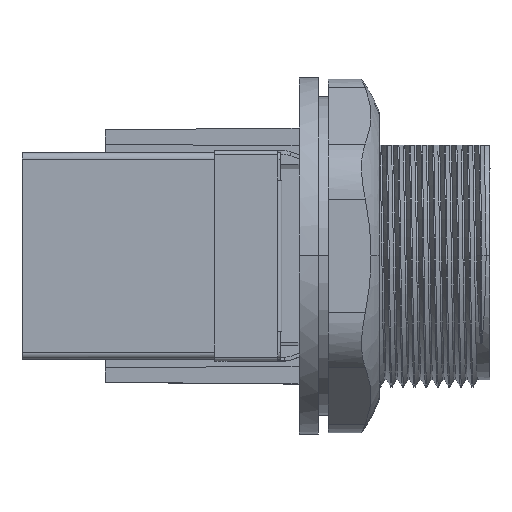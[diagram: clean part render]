
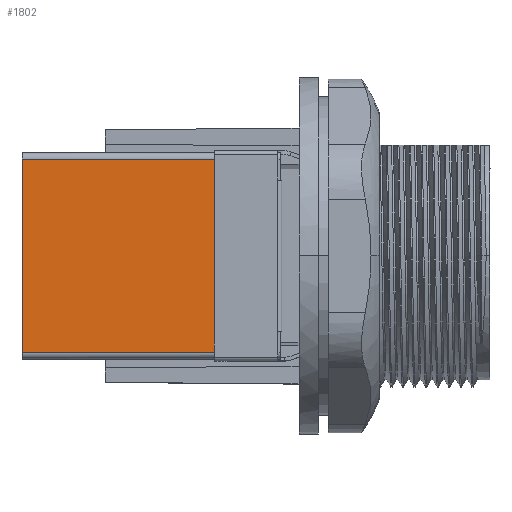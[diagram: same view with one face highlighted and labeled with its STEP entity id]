
A CAD part, top view. The second image highlights one B-rep face of the part: STEP entity #1802.
In plain terms, the highlighted planar face has unit normal (0, 0, 1).
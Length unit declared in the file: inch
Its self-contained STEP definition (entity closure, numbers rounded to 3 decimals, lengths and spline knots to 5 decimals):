
#1274 = EDGE_CURVE ( 'NONE', #1814, #1277, #15618, .T. ) ;
#1277 = VERTEX_POINT ( 'NONE', #15619 ) ;
#1278 = ORIENTED_EDGE ( 'NONE', *, *, #1279, .F. ) ;
#1279 = EDGE_CURVE ( 'NONE', #1277, #1807, #15654, .T. ) ;
#1741 = EDGE_LOOP ( 'NONE', ( #1758, #1805, #1278, #1755 ) ) ;
#1751 = VERTEX_POINT ( 'NONE', #15686 ) ;
#1755 = ORIENTED_EDGE ( 'NONE', *, *, #1274, .F. ) ;
#1758 = ORIENTED_EDGE ( 'NONE', *, *, #1806, .F. ) ;
#1759 = EDGE_CURVE ( 'NONE', #1807, #1751, #15642, .T. ) ;
#1802 = ADVANCED_FACE ( 'NONE', ( #15780 ), #15786, .T. ) ;
#1805 = ORIENTED_EDGE ( 'NONE', *, *, #1759, .F. ) ;
#1806 = EDGE_CURVE ( 'NONE', #1751, #1814, #15767, .T. ) ;
#1807 = VERTEX_POINT ( 'NONE', #15784 ) ;
#1814 = VERTEX_POINT ( 'NONE', #15828 ) ;
#15615 = DIRECTION ( 'NONE',  ( -1., 0., 0. ) ) ;
#15616 = VECTOR ( 'NONE', #15615, 39.37008 ) ;
#15617 = CARTESIAN_POINT ( 'NONE',  ( 1.75286, 0.33645, 0.33996 ) ) ;
#15618 = LINE ( 'NONE', #15617, #15616 ) ;
#15619 = CARTESIAN_POINT ( 'NONE',  ( 1.44184, 0.33645, 0.33996 ) ) ;
#15641 = CARTESIAN_POINT ( 'NONE',  ( 1.75286, 0.93487, 0.33991 ) ) ;
#15642 = LINE ( 'NONE', #15641, #15674 ) ;
#15651 = DIRECTION ( 'NONE',  ( 0., 1., 0. ) ) ;
#15652 = VECTOR ( 'NONE', #15651, 39.37008 ) ;
#15653 = CARTESIAN_POINT ( 'NONE',  ( 1.44184, 0.63566, 0.33993 ) ) ;
#15654 = LINE ( 'NONE', #15653, #15652 ) ;
#15673 = DIRECTION ( 'NONE',  ( 1., 0., 0. ) ) ;
#15674 = VECTOR ( 'NONE', #15673, 39.37008 ) ;
#15686 = CARTESIAN_POINT ( 'NONE',  ( 2.03657, 0.93487, 0.33991 ) ) ;
#15732 = AXIS2_PLACEMENT_3D ( 'NONE', #15778, #15783, #15782 ) ;
#15764 = DIRECTION ( 'NONE',  ( 0., -1., 0. ) ) ;
#15765 = VECTOR ( 'NONE', #15764, 39.37008 ) ;
#15766 = CARTESIAN_POINT ( 'NONE',  ( 2.03657, 0.93606, 0.33991 ) ) ;
#15767 = LINE ( 'NONE', #15766, #15765 ) ;
#15778 = CARTESIAN_POINT ( 'NONE',  ( 2.06507, 0.93606, 0.33991 ) ) ;
#15780 = FACE_OUTER_BOUND ( 'NONE', #1741, .T. ) ;
#15782 = DIRECTION ( 'NONE',  ( -1., 0., 0. ) ) ;
#15783 = DIRECTION ( 'NONE',  ( 0., 0., 1. ) ) ;
#15784 = CARTESIAN_POINT ( 'NONE',  ( 1.44184, 0.93487, 0.33991 ) ) ;
#15786 = PLANE ( 'NONE',  #15732 ) ;
#15828 = CARTESIAN_POINT ( 'NONE',  ( 2.03657, 0.33645, 0.33996 ) ) ;
